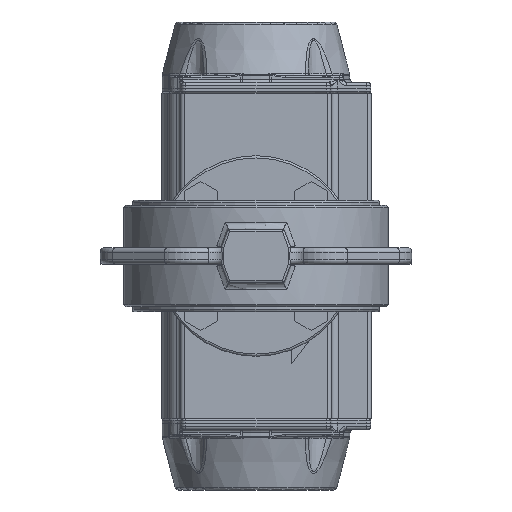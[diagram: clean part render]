
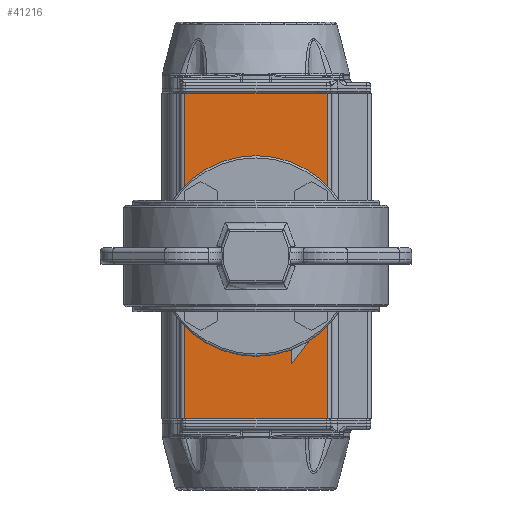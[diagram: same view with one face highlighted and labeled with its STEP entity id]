
A CAD part, front view. The second image highlights one B-rep face of the part: STEP entity #41216.
In plain terms, the highlighted planar face has unit normal (0, -1, 0).
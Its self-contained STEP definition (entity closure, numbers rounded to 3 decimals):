
#3900=PLANE('',#44890);
#5423=LINE('',#82157,#7697);
#5424=LINE('',#82162,#7698);
#5469=LINE('',#82336,#7743);
#5470=LINE('',#82385,#7744);
#7697=VECTOR('',#51443,1000.);
#7698=VECTOR('',#51448,1000.);
#7743=VECTOR('',#51617,1000.);
#7744=VECTOR('',#51670,1000.);
#14789=ORIENTED_EDGE('',*,*,#24093,.T.);
#14790=ORIENTED_EDGE('',*,*,#24094,.T.);
#14791=ORIENTED_EDGE('',*,*,#24095,.T.);
#14792=ORIENTED_EDGE('',*,*,#24096,.T.);
#14793=ORIENTED_EDGE('',*,*,#24097,.T.);
#14794=ORIENTED_EDGE('',*,*,#24098,.T.);
#14795=ORIENTED_EDGE('',*,*,#24099,.T.);
#14796=ORIENTED_EDGE('',*,*,#24100,.T.);
#14797=ORIENTED_EDGE('',*,*,#24101,.T.);
#14798=ORIENTED_EDGE('',*,*,#24102,.F.);
#14799=ORIENTED_EDGE('',*,*,#23992,.T.);
#14800=ORIENTED_EDGE('',*,*,#24079,.T.);
#14801=ORIENTED_EDGE('',*,*,#23994,.T.);
#23992=EDGE_CURVE('',#29134,#29136,#5423,.T.);
#23994=EDGE_CURVE('',#29139,#29137,#5424,.T.);
#24079=EDGE_CURVE('',#29136,#29139,#5469,.T.);
#24093=EDGE_CURVE('',#29207,#29207,#31977,.T.);
#24094=EDGE_CURVE('',#29208,#29208,#31978,.T.);
#24095=EDGE_CURVE('',#29209,#29209,#31979,.T.);
#24096=EDGE_CURVE('',#29210,#29210,#31980,.T.);
#24097=EDGE_CURVE('',#29211,#29211,#31981,.T.);
#24098=EDGE_CURVE('',#29212,#29212,#31982,.T.);
#24099=EDGE_CURVE('',#29213,#29213,#31983,.T.);
#24100=EDGE_CURVE('',#29214,#29214,#31984,.T.);
#24101=EDGE_CURVE('',#29215,#29215,#31985,.T.);
#24102=EDGE_CURVE('',#29134,#29137,#5470,.T.);
#29134=VERTEX_POINT('',#82152);
#29136=VERTEX_POINT('',#82156);
#29137=VERTEX_POINT('',#82160);
#29139=VERTEX_POINT('',#82163);
#29207=VERTEX_POINT('',#82368);
#29208=VERTEX_POINT('',#82370);
#29209=VERTEX_POINT('',#82372);
#29210=VERTEX_POINT('',#82374);
#29211=VERTEX_POINT('',#82376);
#29212=VERTEX_POINT('',#82378);
#29213=VERTEX_POINT('',#82380);
#29214=VERTEX_POINT('',#82382);
#29215=VERTEX_POINT('',#82384);
#31977=CIRCLE('',#44891,3.324);
#31978=CIRCLE('',#44892,3.324);
#31979=CIRCLE('',#44893,3.324);
#31980=CIRCLE('',#44894,3.324);
#31981=CIRCLE('',#44895,2.459);
#31982=CIRCLE('',#44896,2.459);
#31983=CIRCLE('',#44897,2.459);
#31984=CIRCLE('',#44898,2.459);
#31985=CIRCLE('',#44899,16.);
#34494=EDGE_LOOP('',(#14789));
#34495=EDGE_LOOP('',(#14790));
#34496=EDGE_LOOP('',(#14791));
#34497=EDGE_LOOP('',(#14792));
#34498=EDGE_LOOP('',(#14793));
#34499=EDGE_LOOP('',(#14794));
#34500=EDGE_LOOP('',(#14795));
#34501=EDGE_LOOP('',(#14796));
#34502=EDGE_LOOP('',(#14797));
#34503=EDGE_LOOP('',(#14798,#14799,#14800,#14801));
#37671=FACE_BOUND('',#34494,.T.);
#37672=FACE_BOUND('',#34495,.T.);
#37673=FACE_BOUND('',#34496,.T.);
#37674=FACE_BOUND('',#34497,.T.);
#37675=FACE_BOUND('',#34498,.T.);
#37676=FACE_BOUND('',#34499,.T.);
#37677=FACE_BOUND('',#34500,.T.);
#37678=FACE_BOUND('',#34501,.T.);
#37679=FACE_BOUND('',#34502,.T.);
#37680=FACE_BOUND('',#34503,.T.);
#41216=ADVANCED_FACE('',(#37671,#37672,#37673,#37674,#37675,#37676,#37677,
#37678,#37679,#37680),#3900,.T.);
#44890=AXIS2_PLACEMENT_3D('',#82366,#51650,#51651);
#44891=AXIS2_PLACEMENT_3D('',#82367,#51652,#51653);
#44892=AXIS2_PLACEMENT_3D('',#82369,#51654,#51655);
#44893=AXIS2_PLACEMENT_3D('',#82371,#51656,#51657);
#44894=AXIS2_PLACEMENT_3D('',#82373,#51658,#51659);
#44895=AXIS2_PLACEMENT_3D('',#82375,#51660,#51661);
#44896=AXIS2_PLACEMENT_3D('',#82377,#51662,#51663);
#44897=AXIS2_PLACEMENT_3D('',#82379,#51664,#51665);
#44898=AXIS2_PLACEMENT_3D('',#82381,#51666,#51667);
#44899=AXIS2_PLACEMENT_3D('',#82383,#51668,#51669);
#51443=DIRECTION('',(0.,0.,-1.));
#51448=DIRECTION('',(0.,0.,1.));
#51617=DIRECTION('',(1.,0.,0.));
#51650=DIRECTION('',(0.,-1.,0.));
#51651=DIRECTION('',(1.,0.,0.));
#51652=DIRECTION('',(0.,1.,0.));
#51653=DIRECTION('',(1.,0.,0.));
#51654=DIRECTION('',(0.,1.,0.));
#51655=DIRECTION('',(1.,0.,0.));
#51656=DIRECTION('',(0.,1.,0.));
#51657=DIRECTION('',(1.,0.,0.));
#51658=DIRECTION('',(0.,1.,0.));
#51659=DIRECTION('',(1.,0.,0.));
#51660=DIRECTION('',(0.,1.,0.));
#51661=DIRECTION('',(1.,0.,0.));
#51662=DIRECTION('',(0.,1.,0.));
#51663=DIRECTION('',(1.,0.,0.));
#51664=DIRECTION('',(0.,1.,0.));
#51665=DIRECTION('',(1.,0.,0.));
#51666=DIRECTION('',(0.,1.,0.));
#51667=DIRECTION('',(1.,0.,0.));
#51668=DIRECTION('',(0.,1.,0.));
#51669=DIRECTION('',(1.,0.,0.));
#51670=DIRECTION('',(1.,0.,0.));
#82152=CARTESIAN_POINT('',(-32.,-50.,146.));
#82156=CARTESIAN_POINT('',(-32.,-50.,0.));
#82157=CARTESIAN_POINT('',(-32.,-50.,0.));
#82160=CARTESIAN_POINT('',(32.,-50.,146.));
#82162=CARTESIAN_POINT('',(32.,-50.,0.));
#82163=CARTESIAN_POINT('',(32.,-50.,0.));
#82336=CARTESIAN_POINT('',(-32.,-50.,0.));
#82366=CARTESIAN_POINT('',(-32.,-50.,0.));
#82367=CARTESIAN_POINT('',(-24.749,-50.,97.749));
#82368=CARTESIAN_POINT('',(-21.425,-50.,97.749));
#82369=CARTESIAN_POINT('',(24.749,-50.,97.749));
#82370=CARTESIAN_POINT('',(28.072,-50.,97.749));
#82371=CARTESIAN_POINT('',(24.749,-50.,48.251));
#82372=CARTESIAN_POINT('',(28.072,-50.,48.251));
#82373=CARTESIAN_POINT('',(-24.749,-50.,48.251));
#82374=CARTESIAN_POINT('',(-21.425,-50.,48.251));
#82375=CARTESIAN_POINT('',(-17.678,-50.,90.678));
#82376=CARTESIAN_POINT('',(-15.219,-50.,90.678));
#82377=CARTESIAN_POINT('',(17.678,-50.,90.678));
#82378=CARTESIAN_POINT('',(20.136,-50.,90.678));
#82379=CARTESIAN_POINT('',(17.678,-50.,55.322));
#82380=CARTESIAN_POINT('',(20.136,-50.,55.322));
#82381=CARTESIAN_POINT('',(-17.678,-50.,55.322));
#82382=CARTESIAN_POINT('',(-15.219,-50.,55.322));
#82383=CARTESIAN_POINT('',(0.,-50.,73.));
#82384=CARTESIAN_POINT('',(16.,-50.,73.));
#82385=CARTESIAN_POINT('',(5.937,-50.,146.));
